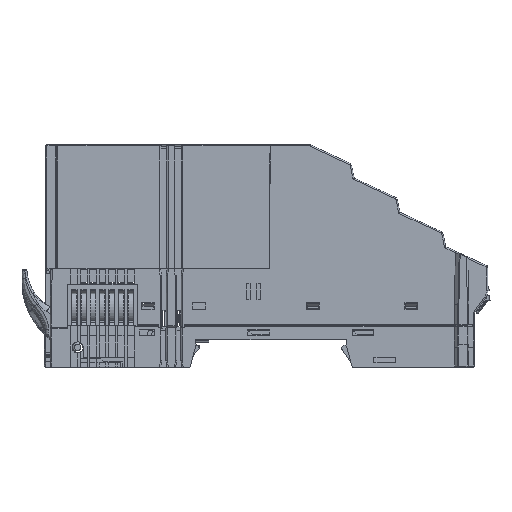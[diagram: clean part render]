
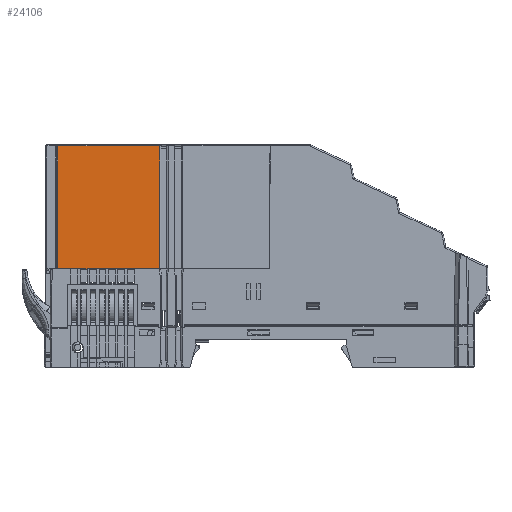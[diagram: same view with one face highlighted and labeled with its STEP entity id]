
A CAD part, top view. The second image highlights one B-rep face of the part: STEP entity #24106.
In plain terms, the highlighted planar face has unit normal (0, 0, 1).
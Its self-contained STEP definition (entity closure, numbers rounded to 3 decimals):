
#7379=DIRECTION('',(-1.,0.,0.));
#7380=VECTOR('',#7379,23.828);
#7381=CARTESIAN_POINT('',(-20.331,38.727,7.15));
#7382=LINE('',#7381,#7380);
#7397=DIRECTION('',(-1.,0.,0.));
#7398=VECTOR('',#7397,23.828);
#7399=CARTESIAN_POINT('',(-20.331,10.027,7.15));
#7400=LINE('',#7399,#7398);
#7415=DIRECTION('',(0.,1.,0.));
#7416=VECTOR('',#7415,28.7);
#7417=CARTESIAN_POINT('',(-20.331,10.027,7.15));
#7418=LINE('',#7417,#7416);
#7486=DIRECTION('',(0.,-1.,0.));
#7487=VECTOR('',#7486,28.7);
#7488=CARTESIAN_POINT('',(-44.159,38.727,7.15));
#7489=LINE('',#7488,#7487);
#14813=CARTESIAN_POINT('',(-44.159,10.027,
7.15));
#14814=VERTEX_POINT('',#14813);
#14815=CARTESIAN_POINT('',(-20.331,10.027,
7.15));
#14816=VERTEX_POINT('',#14815);
#15040=CARTESIAN_POINT('',(-20.331,38.727,
7.15));
#15041=CARTESIAN_POINT('',(-44.159,38.727,
7.15));
#15042=VERTEX_POINT('',#15040);
#15043=VERTEX_POINT('',#15041);
#24092=CARTESIAN_POINT('',(-32.245,24.377,
7.15));
#24093=DIRECTION('',(0.,0.,1.));
#24094=DIRECTION('',(1.,0.,0.));
#24095=AXIS2_PLACEMENT_3D('',#24092,#24093,#24094);
#24096=PLANE('',#24095);
#24097=ORIENTED_EDGE('',*,*,#24082,.F.);
#24099=ORIENTED_EDGE('',*,*,#24098,.F.);
#24101=ORIENTED_EDGE('',*,*,#24100,.T.);
#24103=ORIENTED_EDGE('',*,*,#24102,.F.);
#24104=EDGE_LOOP('',(#24097,#24099,#24101,#24103));
#24105=FACE_OUTER_BOUND('',#24104,.F.);
#24106=ADVANCED_FACE('',(#24105),#24096,.T.);
#24082=EDGE_CURVE('',#15042,#15043,#7382,.T.);
#24098=EDGE_CURVE('',#14816,#15042,#7418,.T.);
#24100=EDGE_CURVE('',#14816,#14814,#7400,.T.);
#24102=EDGE_CURVE('',#15043,#14814,#7489,.T.);
